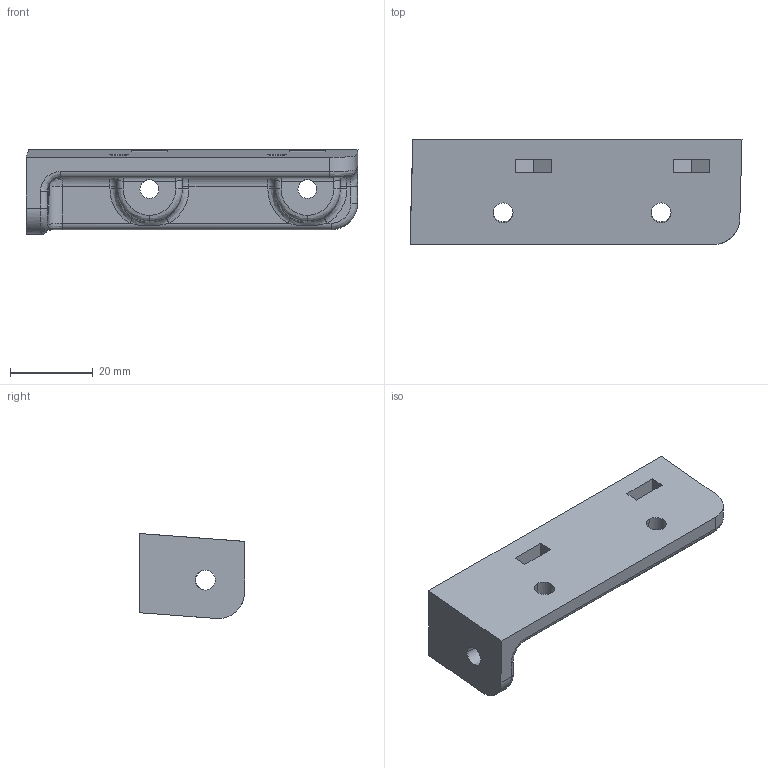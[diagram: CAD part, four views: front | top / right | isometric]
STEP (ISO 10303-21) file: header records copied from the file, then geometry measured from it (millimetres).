
FILE_DESCRIPTION (( 'STEP AP214' ), '1' );
FILE_NAME ('Console Sill Bracket B-L.STEP', '2021-01-17T19:37:19', ( '' ), ( '' ), 'SwSTEP 2.0', 'SolidWorks 2019', '' );
FILE_SCHEMA (( 'AUTOMOTIVE_DESIGN' ));
Length unit declared in the file: inch
Products named in the file (1): Console Sill Bracket B-L
Bounding box: 80.08 x 25.33 x 20.5 mm (x, y, z)
Volume: 17594.9 mm3; surface area: 8587.1 mm2
Topology: 1 solids, 1 shells, 125 faces, 321 edges, 198 vertices
Faces by surface type: plane 50, cylinder 46, bspline 22, torus 7
Entity records: 6958 total; most frequent: CARTESIAN_POINT 2425, ORIENTED_EDGE 638, DIRECTION 524, EDGE_CURVE 319, VERTEX_POINT 198, AXIS2_PLACEMENT_3D 175, LINE 174, VECTOR 174
